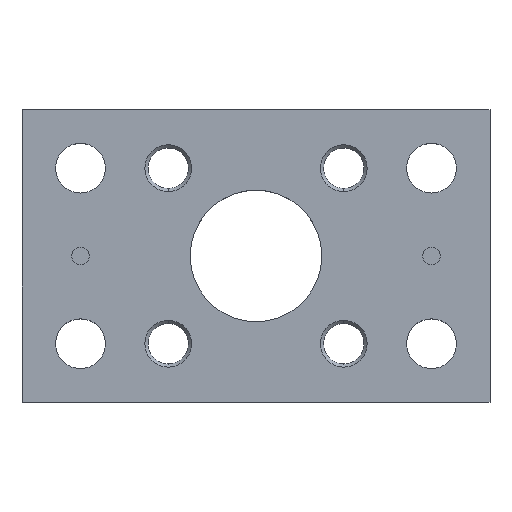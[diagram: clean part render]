
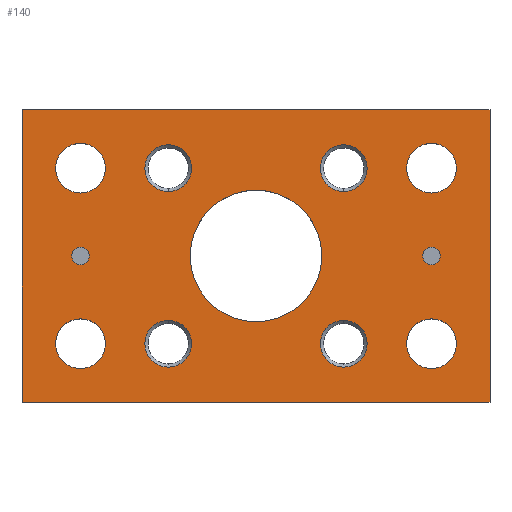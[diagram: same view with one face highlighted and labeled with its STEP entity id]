
A CAD part, top view. The second image highlights one B-rep face of the part: STEP entity #140.
In plain terms, the highlighted planar face has unit normal (0, 0, 1).
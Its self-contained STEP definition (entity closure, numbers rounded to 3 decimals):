
#140=ADVANCED_FACE('',(#285,#286,#287,#288,#289,#290,#291,#292,#293,#294,#295,#296),#297,.T.);
#285=FACE_BOUND('',#445,.T.);
#286=FACE_BOUND('',#446,.T.);
#287=FACE_BOUND('',#447,.T.);
#288=FACE_BOUND('',#448,.T.);
#289=FACE_BOUND('',#449,.T.);
#290=FACE_BOUND('',#450,.T.);
#291=FACE_BOUND('',#451,.T.);
#292=FACE_BOUND('',#452,.T.);
#293=FACE_BOUND('',#453,.T.);
#294=FACE_BOUND('',#454,.T.);
#295=FACE_BOUND('',#455,.T.);
#296=FACE_OUTER_BOUND('',#456,.T.);
#297=PLANE('',#457);
#445=EDGE_LOOP('',(#975,#976));
#446=EDGE_LOOP('',(#977,#978));
#447=EDGE_LOOP('',(#979,#980));
#448=EDGE_LOOP('',(#981,#982));
#449=EDGE_LOOP('',(#983,#984));
#450=EDGE_LOOP('',(#985,#986));
#451=EDGE_LOOP('',(#987,#988));
#452=EDGE_LOOP('',(#989,#990));
#453=EDGE_LOOP('',(#991,#992));
#454=EDGE_LOOP('',(#993,#994));
#455=EDGE_LOOP('',(#995,#996));
#456=EDGE_LOOP('',(#997,#998,#999,#1000));
#457=AXIS2_PLACEMENT_3D('',#1001,#1002,#1003);
#975=ORIENTED_EDGE('',*,*,#1111,.T.);
#976=ORIENTED_EDGE('',*,*,#1199,.T.);
#977=ORIENTED_EDGE('',*,*,#1100,.T.);
#978=ORIENTED_EDGE('',*,*,#1201,.T.);
#979=ORIENTED_EDGE('',*,*,#1089,.T.);
#980=ORIENTED_EDGE('',*,*,#1203,.T.);
#981=ORIENTED_EDGE('',*,*,#1078,.T.);
#982=ORIENTED_EDGE('',*,*,#1205,.T.);
#983=ORIENTED_EDGE('',*,*,#1065,.T.);
#984=ORIENTED_EDGE('',*,*,#1207,.T.);
#985=ORIENTED_EDGE('',*,*,#1061,.T.);
#986=ORIENTED_EDGE('',*,*,#1208,.T.);
#987=ORIENTED_EDGE('',*,*,#1057,.T.);
#988=ORIENTED_EDGE('',*,*,#1209,.T.);
#989=ORIENTED_EDGE('',*,*,#1053,.T.);
#990=ORIENTED_EDGE('',*,*,#1210,.T.);
#991=ORIENTED_EDGE('',*,*,#1049,.T.);
#992=ORIENTED_EDGE('',*,*,#1211,.T.);
#993=ORIENTED_EDGE('',*,*,#1045,.T.);
#994=ORIENTED_EDGE('',*,*,#1212,.T.);
#995=ORIENTED_EDGE('',*,*,#1041,.T.);
#996=ORIENTED_EDGE('',*,*,#1213,.T.);
#997=ORIENTED_EDGE('',*,*,#1214,.T.);
#998=ORIENTED_EDGE('',*,*,#1215,.T.);
#999=ORIENTED_EDGE('',*,*,#1216,.T.);
#1000=ORIENTED_EDGE('',*,*,#1217,.T.);
#1001=CARTESIAN_POINT('',(0.0,0.0,20.0));
#1002=DIRECTION('',(0.0,0.0,1.0));
#1003=DIRECTION('',(1.0,0.0,0.0));
#1041=EDGE_CURVE('',#1225,#1222,#1226,.T.);
#1045=EDGE_CURVE('',#1233,#1230,#1234,.T.);
#1049=EDGE_CURVE('',#1241,#1238,#1242,.T.);
#1053=EDGE_CURVE('',#1249,#1246,#1250,.T.);
#1057=EDGE_CURVE('',#1257,#1254,#1258,.T.);
#1061=EDGE_CURVE('',#1265,#1262,#1266,.T.);
#1065=EDGE_CURVE('',#1273,#1270,#1274,.T.);
#1078=EDGE_CURVE('',#1291,#1294,#1296,.T.);
#1089=EDGE_CURVE('',#1310,#1313,#1315,.T.);
#1100=EDGE_CURVE('',#1329,#1332,#1334,.T.);
#1111=EDGE_CURVE('',#1348,#1351,#1353,.T.);
#1199=EDGE_CURVE('',#1351,#1348,#1493,.T.);
#1201=EDGE_CURVE('',#1332,#1329,#1495,.T.);
#1203=EDGE_CURVE('',#1313,#1310,#1497,.T.);
#1205=EDGE_CURVE('',#1294,#1291,#1499,.T.);
#1207=EDGE_CURVE('',#1270,#1273,#1501,.T.);
#1208=EDGE_CURVE('',#1262,#1265,#1502,.T.);
#1209=EDGE_CURVE('',#1254,#1257,#1503,.T.);
#1210=EDGE_CURVE('',#1246,#1249,#1504,.T.);
#1211=EDGE_CURVE('',#1238,#1241,#1505,.T.);
#1212=EDGE_CURVE('',#1230,#1233,#1506,.T.);
#1213=EDGE_CURVE('',#1222,#1225,#1507,.T.);
#1214=EDGE_CURVE('',#1508,#1509,#1510,.T.);
#1215=EDGE_CURVE('',#1509,#1511,#1512,.T.);
#1216=EDGE_CURVE('',#1511,#1513,#1514,.T.);
#1217=EDGE_CURVE('',#1513,#1508,#1515,.T.);
#1222=VERTEX_POINT('',#1520);
#1225=VERTEX_POINT('',#1524);
#1226=CIRCLE('',#1525,22.5);
#1230=VERTEX_POINT('',#1530);
#1233=VERTEX_POINT('',#1534);
#1234=CIRCLE('',#1535,8.5);
#1238=VERTEX_POINT('',#1540);
#1241=VERTEX_POINT('',#1544);
#1242=CIRCLE('',#1545,8.5);
#1246=VERTEX_POINT('',#1550);
#1249=VERTEX_POINT('',#1554);
#1250=CIRCLE('',#1555,8.5);
#1254=VERTEX_POINT('',#1560);
#1257=VERTEX_POINT('',#1564);
#1258=CIRCLE('',#1565,8.5);
#1262=VERTEX_POINT('',#1570);
#1265=VERTEX_POINT('',#1574);
#1266=CIRCLE('',#1575,3.0);
#1270=VERTEX_POINT('',#1580);
#1273=VERTEX_POINT('',#1584);
#1274=CIRCLE('',#1585,3.0);
#1291=VERTEX_POINT('',#1607);
#1294=VERTEX_POINT('',#1611);
#1296=CIRCLE('',#1614,8.0);
#1310=VERTEX_POINT('',#1632);
#1313=VERTEX_POINT('',#1636);
#1315=CIRCLE('',#1639,8.0);
#1329=VERTEX_POINT('',#1657);
#1332=VERTEX_POINT('',#1661);
#1334=CIRCLE('',#1664,8.0);
#1348=VERTEX_POINT('',#1682);
#1351=VERTEX_POINT('',#1686);
#1353=CIRCLE('',#1689,8.0);
#1493=CIRCLE('',#1889,8.0);
#1495=CIRCLE('',#1891,8.0);
#1497=CIRCLE('',#1893,8.0);
#1499=CIRCLE('',#1895,8.0);
#1501=CIRCLE('',#1897,3.0);
#1502=CIRCLE('',#1898,3.0);
#1503=CIRCLE('',#1899,8.5);
#1504=CIRCLE('',#1900,8.5);
#1505=CIRCLE('',#1901,8.5);
#1506=CIRCLE('',#1902,8.5);
#1507=CIRCLE('',#1903,22.5);
#1508=VERTEX_POINT('',#1904);
#1509=VERTEX_POINT('',#1905);
#1510=LINE('',#1906,#1907);
#1511=VERTEX_POINT('',#1908);
#1512=LINE('',#1909,#1910);
#1513=VERTEX_POINT('',#1911);
#1514=LINE('',#1912,#1913);
#1515=LINE('',#1914,#1915);
#1520=CARTESIAN_POINT('',(22.5,0.,20.0));
#1524=CARTESIAN_POINT('',(-22.5,0.,20.0));
#1525=AXIS2_PLACEMENT_3D('',#1925,#1926,#1927);
#1530=CARTESIAN_POINT('',(-51.5,-30.0,20.0));
#1534=CARTESIAN_POINT('',(-68.5,-30.0,20.0));
#1535=AXIS2_PLACEMENT_3D('',#1933,#1934,#1935);
#1540=CARTESIAN_POINT('',(-51.5,30.0,20.0));
#1544=CARTESIAN_POINT('',(-68.5,30.0,20.0));
#1545=AXIS2_PLACEMENT_3D('',#1941,#1942,#1943);
#1550=CARTESIAN_POINT('',(68.5,-30.0,20.0));
#1554=CARTESIAN_POINT('',(51.5,-30.0,20.0));
#1555=AXIS2_PLACEMENT_3D('',#1949,#1950,#1951);
#1560=CARTESIAN_POINT('',(68.5,30.0,20.0));
#1564=CARTESIAN_POINT('',(51.5,30.0,20.0));
#1565=AXIS2_PLACEMENT_3D('',#1957,#1958,#1959);
#1570=CARTESIAN_POINT('',(-57.0,0.,20.0));
#1574=CARTESIAN_POINT('',(-63.0,0.,20.0));
#1575=AXIS2_PLACEMENT_3D('',#1965,#1966,#1967);
#1580=CARTESIAN_POINT('',(63.0,0.,20.0));
#1584=CARTESIAN_POINT('',(57.0,0.,20.0));
#1585=AXIS2_PLACEMENT_3D('',#1973,#1974,#1975);
#1607=CARTESIAN_POINT('',(-30.0,-22.0,20.0));
#1611=CARTESIAN_POINT('',(-30.0,-38.0,20.0));
#1614=AXIS2_PLACEMENT_3D('',#1998,#1999,#2000);
#1632=CARTESIAN_POINT('',(-30.0,38.0,20.0));
#1636=CARTESIAN_POINT('',(-30.0,22.0,20.0));
#1639=AXIS2_PLACEMENT_3D('',#2019,#2020,#2021);
#1657=CARTESIAN_POINT('',(30.0,-22.0,20.0));
#1661=CARTESIAN_POINT('',(30.0,-38.0,20.0));
#1664=AXIS2_PLACEMENT_3D('',#2040,#2041,#2042);
#1682=CARTESIAN_POINT('',(30.0,38.0,20.0));
#1686=CARTESIAN_POINT('',(30.0,22.0,20.0));
#1689=AXIS2_PLACEMENT_3D('',#2061,#2062,#2063);
#1889=AXIS2_PLACEMENT_3D('',#2205,#2206,#2207);
#1891=AXIS2_PLACEMENT_3D('',#2211,#2212,#2213);
#1893=AXIS2_PLACEMENT_3D('',#2217,#2218,#2219);
#1895=AXIS2_PLACEMENT_3D('',#2223,#2224,#2225);
#1897=AXIS2_PLACEMENT_3D('',#2229,#2230,#2231);
#1898=AXIS2_PLACEMENT_3D('',#2232,#2233,#2234);
#1899=AXIS2_PLACEMENT_3D('',#2235,#2236,#2237);
#1900=AXIS2_PLACEMENT_3D('',#2238,#2239,#2240);
#1901=AXIS2_PLACEMENT_3D('',#2241,#2242,#2243);
#1902=AXIS2_PLACEMENT_3D('',#2244,#2245,#2246);
#1903=AXIS2_PLACEMENT_3D('',#2247,#2248,#2249);
#1904=CARTESIAN_POINT('',(80.0,-50.0,20.0));
#1905=CARTESIAN_POINT('',(80.0,50.0,20.0));
#1906=CARTESIAN_POINT('',(80.0,0.0,20.0));
#1907=VECTOR('',#2250,1.0);
#1908=CARTESIAN_POINT('',(-80.0,50.0,20.0));
#1909=CARTESIAN_POINT('',(0.0,50.0,20.0));
#1910=VECTOR('',#2251,1.0);
#1911=CARTESIAN_POINT('',(-80.0,-50.0,20.0));
#1912=CARTESIAN_POINT('',(-80.0,0.0,20.0));
#1913=VECTOR('',#2252,1.0);
#1914=CARTESIAN_POINT('',(0.0,-50.0,20.0));
#1915=VECTOR('',#2253,1.0);
#1925=CARTESIAN_POINT('',(0.0,0.0,20.0));
#1926=DIRECTION('',(0.0,0.0,-1.0));
#1927=DIRECTION('',(1.0,0.0,0.0));
#1933=CARTESIAN_POINT('',(-60.0,-30.0,20.0));
#1934=DIRECTION('',(0.0,0.0,-1.0));
#1935=DIRECTION('',(1.0,0.0,0.0));
#1941=CARTESIAN_POINT('',(-60.0,30.0,20.0));
#1942=DIRECTION('',(0.0,0.0,-1.0));
#1943=DIRECTION('',(1.0,0.0,0.0));
#1949=CARTESIAN_POINT('',(60.0,-30.0,20.0));
#1950=DIRECTION('',(0.0,0.0,-1.0));
#1951=DIRECTION('',(1.0,0.0,0.0));
#1957=CARTESIAN_POINT('',(60.0,30.0,20.0));
#1958=DIRECTION('',(0.0,0.0,-1.0));
#1959=DIRECTION('',(1.0,0.0,0.0));
#1965=CARTESIAN_POINT('',(-60.0,0.0,20.0));
#1966=DIRECTION('',(0.0,0.0,-1.0));
#1967=DIRECTION('',(1.0,0.0,0.0));
#1973=CARTESIAN_POINT('',(60.0,0.0,20.0));
#1974=DIRECTION('',(0.0,0.0,-1.0));
#1975=DIRECTION('',(1.0,0.0,0.0));
#1998=CARTESIAN_POINT('',(-30.0,-30.0,20.0));
#1999=DIRECTION('',(0.0,0.0,-1.0));
#2000=DIRECTION('',(0.0,1.0,0.0));
#2019=CARTESIAN_POINT('',(-30.0,30.0,20.0));
#2020=DIRECTION('',(0.0,0.0,-1.0));
#2021=DIRECTION('',(0.0,1.0,0.0));
#2040=CARTESIAN_POINT('',(30.0,-30.0,20.0));
#2041=DIRECTION('',(0.0,0.0,-1.0));
#2042=DIRECTION('',(0.0,1.0,0.0));
#2061=CARTESIAN_POINT('',(30.0,30.0,20.0));
#2062=DIRECTION('',(0.0,0.0,-1.0));
#2063=DIRECTION('',(0.0,1.0,0.0));
#2205=CARTESIAN_POINT('',(30.0,30.0,20.0));
#2206=DIRECTION('',(0.0,0.0,-1.0));
#2207=DIRECTION('',(0.0,1.0,0.0));
#2211=CARTESIAN_POINT('',(30.0,-30.0,20.0));
#2212=DIRECTION('',(0.0,0.0,-1.0));
#2213=DIRECTION('',(0.0,1.0,0.0));
#2217=CARTESIAN_POINT('',(-30.0,30.0,20.0));
#2218=DIRECTION('',(0.0,0.0,-1.0));
#2219=DIRECTION('',(0.0,1.0,0.0));
#2223=CARTESIAN_POINT('',(-30.0,-30.0,20.0));
#2224=DIRECTION('',(0.0,0.0,-1.0));
#2225=DIRECTION('',(0.0,1.0,0.0));
#2229=CARTESIAN_POINT('',(60.0,0.0,20.0));
#2230=DIRECTION('',(0.0,0.0,-1.0));
#2231=DIRECTION('',(1.0,0.0,0.0));
#2232=CARTESIAN_POINT('',(-60.0,0.0,20.0));
#2233=DIRECTION('',(0.0,0.0,-1.0));
#2234=DIRECTION('',(1.0,0.0,0.0));
#2235=CARTESIAN_POINT('',(60.0,30.0,20.0));
#2236=DIRECTION('',(0.0,0.0,-1.0));
#2237=DIRECTION('',(1.0,0.0,0.0));
#2238=CARTESIAN_POINT('',(60.0,-30.0,20.0));
#2239=DIRECTION('',(0.0,0.0,-1.0));
#2240=DIRECTION('',(1.0,0.0,0.0));
#2241=CARTESIAN_POINT('',(-60.0,30.0,20.0));
#2242=DIRECTION('',(0.0,0.0,-1.0));
#2243=DIRECTION('',(1.0,0.0,0.0));
#2244=CARTESIAN_POINT('',(-60.0,-30.0,20.0));
#2245=DIRECTION('',(0.0,0.0,-1.0));
#2246=DIRECTION('',(1.0,0.0,0.0));
#2247=CARTESIAN_POINT('',(0.0,0.0,20.0));
#2248=DIRECTION('',(0.0,0.0,-1.0));
#2249=DIRECTION('',(1.0,0.0,0.0));
#2250=DIRECTION('',(0.0,1.0,0.0));
#2251=DIRECTION('',(-1.0,0.0,0.0));
#2252=DIRECTION('',(0.0,-1.0,0.0));
#2253=DIRECTION('',(1.0,0.0,0.0));
